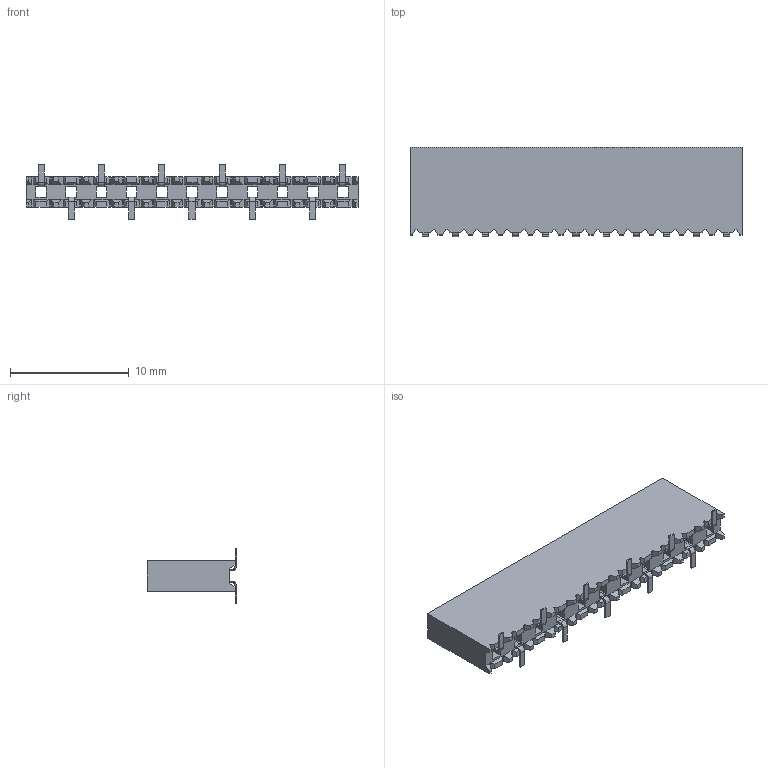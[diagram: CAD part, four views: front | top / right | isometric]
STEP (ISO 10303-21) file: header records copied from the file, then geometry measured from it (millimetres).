
FILE_DESCRIPTION( ( 'STEP AP214' ), '1' );
FILE_NAME( 'SSM-111-S-SV.stp', '2018-10-30T21:07:00', ( '' ), ( '' ), ' ', 'PARTsolutions', ' ' );
FILE_SCHEMA( ( 'AUTOMOTIVE_DESIGN { 1 0 10303 214 1 1 1 1 }' ) );
Length unit declared in the file: inch
Products named in the file (3): SSM-111-S-SV; _SSM-111-S-SV_body; _C-95-0211
Assembly tree (2 placements, depth 2):
  SSM-111-S-SV
    _SSM-111-S-SV_body
    _C-95-0211
Bounding box: 27.94 x 7.49 x 4.57 mm (x, y, z)
Volume: 432.5 mm3; surface area: 989 mm2
Topology: 2 solids, 2 shells, 405 faces, 1200 edges, 800 vertices
Faces by surface type: plane 383, cylinder 22
Entity records: 16672 total; most frequent: CARTESIAN_POINT 2408, ORIENTED_EDGE 2400, DIRECTION 2060, EDGE_CURVE 1200, LINE 1156, VECTOR 1156, VERTEX_POINT 800, AXIS2_PLACEMENT_3D 452
